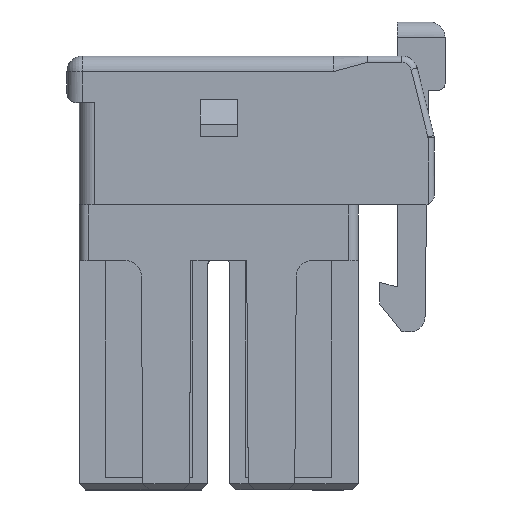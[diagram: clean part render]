
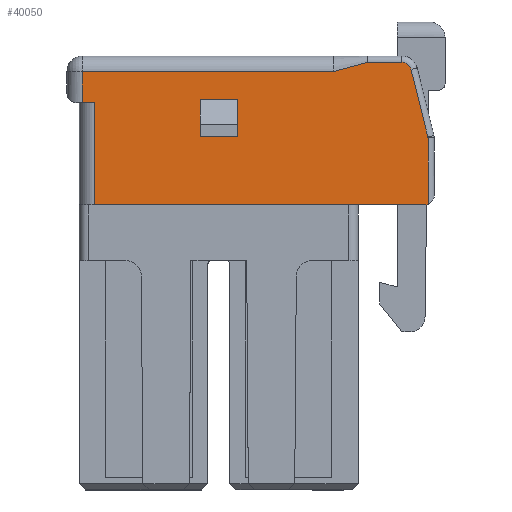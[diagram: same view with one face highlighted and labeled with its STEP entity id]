
A CAD part, left-side view. The second image highlights one B-rep face of the part: STEP entity #40050.
In plain terms, the highlighted planar face has unit normal (-1, 0, 0).
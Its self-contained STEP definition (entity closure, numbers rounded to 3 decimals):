
#2120=CARTESIAN_POINT('',(-3.9,4.4,13.5));
#2130=VERTEX_POINT('',#2120);
#6270=CARTESIAN_POINT('',(-3.9,4.4,13.5));
#6280=DIRECTION('',(0.,0.,-1.));
#6290=VECTOR('',#6280,1.);
#6300=LINE('',#6270,#6290);
#6310=CARTESIAN_POINT('',(-3.9,4.4,12.5));
#6320=VERTEX_POINT('',#6310);
#6330=EDGE_CURVE('',#2130,#6320,#6300,.T.);
#17360=CARTESIAN_POINT('',(-3.9,-2.886,12.5));
#17370=DIRECTION('',(0.,1.,0.));
#17380=VECTOR('',#17370,1.);
#17390=LINE('',#17360,#17380);
#17400=CARTESIAN_POINT('',(-3.9,4.,12.5));
#17410=VERTEX_POINT('',#17400);
#17420=EDGE_CURVE('',#17410,#6320,#17390,.T.);
#18940=CARTESIAN_POINT('',(-3.9,0.6,
-0.848));
#18950=DIRECTION('',(-0.,0.,-1.));
#18960=VECTOR('',#18950,1.);
#18970=LINE('',#18940,#18960);
#18980=CARTESIAN_POINT('',(-3.9,0.6,12.6));
#18990=VERTEX_POINT('',#18980);
#19000=CARTESIAN_POINT('',(-3.9,0.6,11.45));
#19010=VERTEX_POINT('',#19000);
#19020=EDGE_CURVE('',#18990,#19010,#18970,.T.);
#21350=CARTESIAN_POINT('',(-3.9,-6.65,9.2));
#21360=VERTEX_POINT('',#21350);
#21410=CARTESIAN_POINT('',(-3.9,-6.65,9.5));
#21420=DIRECTION('',(-1.,0.,0.));
#21430=DIRECTION('',(0.,0.,-1.));
#21440=AXIS2_PLACEMENT_3D('',#21410,#21420,#21430);
#21450=CIRCLE('',#21440,0.3);
#21460=CARTESIAN_POINT('',(-3.9,-6.75,
9.217));
#21470=VERTEX_POINT('',#21460);
#21480=EDGE_CURVE('',#21360,#21470,#21450,.T.);
#27000=CARTESIAN_POINT('',(-3.9,-6.201,
13.573));
#27010=VERTEX_POINT('',#27000);
#27040=CARTESIAN_POINT('',(-3.9,-5.91,13.5));
#27050=DIRECTION('',(-1.,0.,0.));
#27060=DIRECTION('',(0.,0.,1.));
#27070=AXIS2_PLACEMENT_3D('',#27040,#27050,#27060);
#27080=CIRCLE('',#27070,0.3);
#27090=CARTESIAN_POINT('',(-3.9,-5.91,13.8));
#27100=VERTEX_POINT('',#27090);
#27110=EDGE_CURVE('',#27010,#27100,#27080,.T.);
#31420=CARTESIAN_POINT('',(-3.9,-2.886,11.45));
#31430=DIRECTION('',(0.,1.,0.));
#31440=VECTOR('',#31430,1.);
#31450=LINE('',#31420,#31440);
#31460=CARTESIAN_POINT('',(-3.9,-0.6,11.45));
#31470=VERTEX_POINT('',#31460);
#31480=EDGE_CURVE('',#31470,#19010,#31450,.T.);
#35430=CARTESIAN_POINT('',(-3.9,-3.7,13.5));
#35440=VERTEX_POINT('',#35430);
#35470=CARTESIAN_POINT('',(-3.9,-3.7,13.5));
#35480=DIRECTION('',(0.,1.,0.));
#35490=VECTOR('',#35480,1.);
#35500=LINE('',#35470,#35490);
#35510=EDGE_CURVE('',#35440,#2130,#35500,.T.);
#36580=CARTESIAN_POINT('',(-3.9,-0.6,-0.848));
#36590=DIRECTION('',(0.,0.,1.));
#36600=VECTOR('',#36590,1.);
#36610=LINE('',#36580,#36600);
#36620=CARTESIAN_POINT('',(-3.9,-0.6,12.6));
#36630=VERTEX_POINT('',#36620);
#36640=EDGE_CURVE('',#31470,#36630,#36610,.T.);
#37920=CARTESIAN_POINT('',(-3.9,-4.8,13.8));
#37930=DIRECTION('',(0.,0.965,-0.263));
#37940=VECTOR('',#37930,1.);
#37950=LINE('',#37920,#37940);
#37960=CARTESIAN_POINT('',(-3.9,-4.8,13.8));
#37970=VERTEX_POINT('',#37960);
#37980=EDGE_CURVE('',#37970,#35440,#37950,.T.);
#39380=CARTESIAN_POINT('',(-3.9,-7.029,
13.915));
#39390=DIRECTION('',(-1.,0.,0.));
#39400=DIRECTION('',(0.,0.,1.));
#39410=AXIS2_PLACEMENT_3D('',#39380,#39390,#39400);
#39420=PLANE('',#39410);
#39430=CARTESIAN_POINT('',(-3.9,4.,12.5));
#39440=DIRECTION('',(0.,0.,-1.));
#39450=VECTOR('',#39440,1.);
#39460=LINE('',#39430,#39450);
#39470=CARTESIAN_POINT('',(-3.9,4.,9.2));
#39480=VERTEX_POINT('',#39470);
#39490=EDGE_CURVE('',#17410,#39480,#39460,.T.);
#39500=ORIENTED_EDGE('',*,*,#39490,.T.);
#39510=ORIENTED_EDGE('',*,*,#17420,.F.);
#39520=ORIENTED_EDGE('',*,*,#6330,.T.);
#39530=ORIENTED_EDGE('',*,*,#35510,.T.);
#39540=ORIENTED_EDGE('',*,*,#37980,.T.);
#39550=CARTESIAN_POINT('',(-3.9,-4.8,13.8));
#39560=DIRECTION('',(0.,-1.,0.));
#39570=VECTOR('',#39560,1.);
#39580=LINE('',#39550,#39570);
#39590=EDGE_CURVE('',#37970,#27100,#39580,.T.);
#39600=ORIENTED_EDGE('',*,*,#39590,.F.);
#39610=ORIENTED_EDGE('',*,*,#27110,.T.);
#39620=CARTESIAN_POINT('',(-3.9,-6.201,
13.573));
#39630=DIRECTION('',(0.,-0.243,-0.97));
#39640=VECTOR('',#39630,1.);
#39650=LINE('',#39620,#39640);
#39660=CARTESIAN_POINT('',(-3.9,-6.747,
11.387));
#39670=VERTEX_POINT('',#39660);
#39680=EDGE_CURVE('',#27010,#39670,#39650,.T.);
#39690=ORIENTED_EDGE('',*,*,#39680,.F.);
#39700=CARTESIAN_POINT('',(-3.9,-6.65,
11.363));
#39710=DIRECTION('',(-1.,0.,0.));
#39720=DIRECTION('',(0.,0.,1.));
#39730=AXIS2_PLACEMENT_3D('',#39700,#39710,#39720);
#39740=CIRCLE('',#39730,0.1);
#39750=CARTESIAN_POINT('',(-3.9,-6.75,
11.363));
#39760=VERTEX_POINT('',#39750);
#39770=EDGE_CURVE('',#39760,#39670,#39740,.T.);
#39780=ORIENTED_EDGE('',*,*,#39770,.T.);
#39790=CARTESIAN_POINT('',(-3.9,-6.75,9.217));
#39800=DIRECTION('',(0.,0.,1.));
#39810=VECTOR('',#39800,1.);
#39820=LINE('',#39790,#39810);
#39830=EDGE_CURVE('',#21470,#39760,#39820,.T.);
#39840=ORIENTED_EDGE('',*,*,#39830,.T.);
#39850=ORIENTED_EDGE('',*,*,#21480,.T.);
#39860=CARTESIAN_POINT('',(-3.9,-2.886,
9.2));
#39870=DIRECTION('',(0.,-1.,0.));
#39880=VECTOR('',#39870,1.);
#39890=LINE('',#39860,#39880);
#39900=EDGE_CURVE('',#39480,#21360,#39890,.T.);
#39910=ORIENTED_EDGE('',*,*,#39900,.T.);
#39920=EDGE_LOOP('',(#39910,#39850,#39840,#39780,#39690,#39610,#39600,
#39540,#39530,#39520,#39510,#39500));
#39930=FACE_OUTER_BOUND('',#39920,.T.);
#39940=ORIENTED_EDGE('',*,*,#31480,.T.);
#39950=ORIENTED_EDGE('',*,*,#36640,.F.);
#39960=CARTESIAN_POINT('',(-3.9,-2.886,12.6));
#39970=DIRECTION('',(0.,1.,0.));
#39980=VECTOR('',#39970,1.);
#39990=LINE('',#39960,#39980);
#40000=EDGE_CURVE('',#36630,#18990,#39990,.T.);
#40010=ORIENTED_EDGE('',*,*,#40000,.F.);
#40020=ORIENTED_EDGE('',*,*,#19020,.F.);
#40030=EDGE_LOOP('',(#40020,#40010,#39950,#39940));
#40040=FACE_BOUND('',#40030,.T.);
#40050=ADVANCED_FACE('',(#39930,#40040),#39420,.T.);
